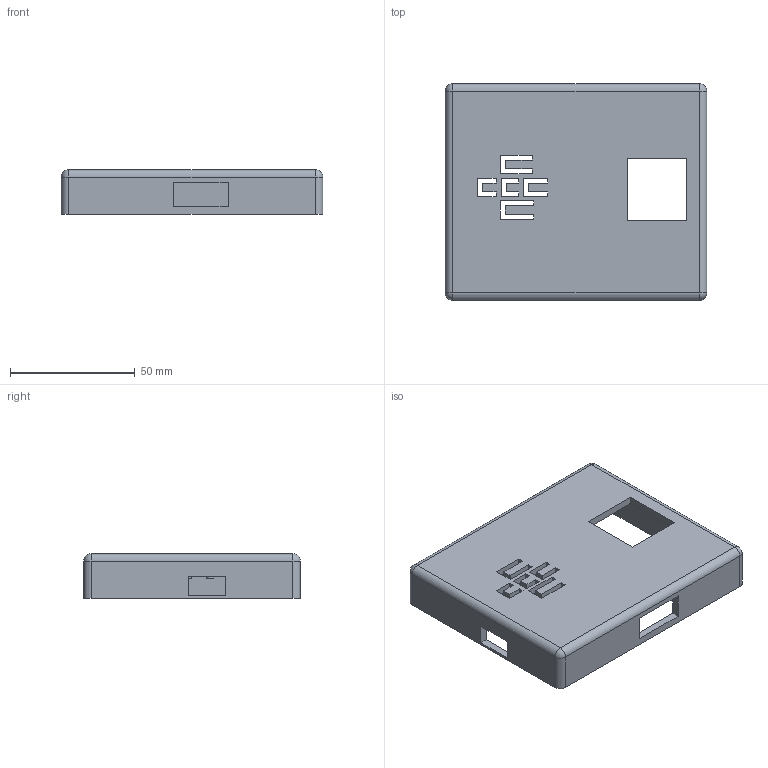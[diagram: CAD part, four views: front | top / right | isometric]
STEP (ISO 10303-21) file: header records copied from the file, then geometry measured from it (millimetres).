
FILE_DESCRIPTION(('FreeCAD Model'),'2;1');
FILE_NAME('Open CASCADE Shape Model','2025-01-05T18:42:13',('Author'),( ''),'Open CASCADE STEP processor 7.8','FreeCAD','Unknown');
FILE_SCHEMA(('AUTOMOTIVE_DESIGN { 1 0 10303 214 1 1 1 1 }'));
Length unit declared in the file: millimetre
Products named in the file (1): Body001
Bounding box: 105 x 87 x 18 mm (x, y, z)
Volume: 39190.9 mm3; surface area: 29119.7 mm2
Topology: 1 solids, 1 shells, 93 faces, 243 edges, 158 vertices
Faces by surface type: plane 76, cylinder 13, sphere 4
Full cylindrical faces by diameter (mm): 3 x5
Entity records: 2871 total; most frequent: CARTESIAN_POINT 495, ORIENTED_EDGE 486, DIRECTION 457, EDGE_CURVE 243, LINE 217, VECTOR 217, VERTEX_POINT 158, AXIS2_PLACEMENT_3D 120
